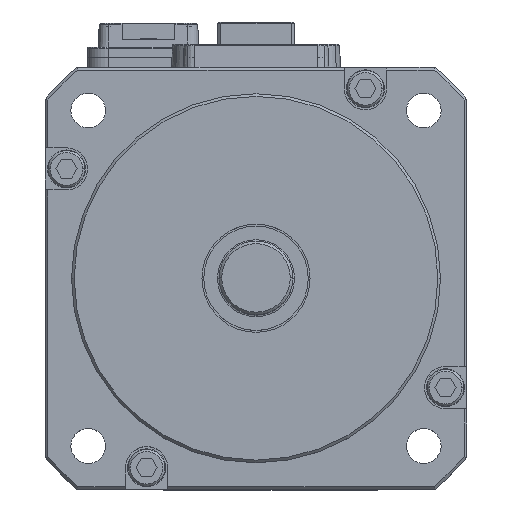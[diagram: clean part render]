
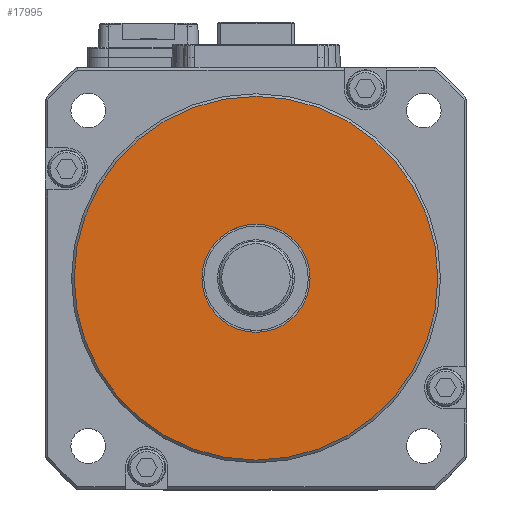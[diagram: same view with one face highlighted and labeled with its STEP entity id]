
A CAD part, top view. The second image highlights one B-rep face of the part: STEP entity #17995.
In plain terms, the highlighted planar face has unit normal (0, 0, 1).
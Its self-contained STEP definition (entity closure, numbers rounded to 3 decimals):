
#1479 = ORIENTED_EDGE ( 'NONE', *, *, #36219, .F. ) ;
#1516 = ORIENTED_EDGE ( 'NONE', *, *, #36335, .T. ) ;
#1575 = ORIENTED_EDGE ( 'NONE', *, *, #36420, .F. ) ;
#1591 = ORIENTED_EDGE ( 'NONE', *, *, #36463, .T. ) ;
#14554 = DIRECTION ( 'NONE',  ( 1., 0., 0. ) ) ;
#14572 = DIRECTION ( 'NONE',  ( 0., 0., 1. ) ) ;
#14606 = CARTESIAN_POINT ( 'NONE',  ( 0., 0., 41.5 ) ) ;
#15185 = DIRECTION ( 'NONE',  ( 1., 0., 0. ) ) ;
#15219 = CARTESIAN_POINT ( 'NONE',  ( 0., 0., 41.5 ) ) ;
#15221 = DIRECTION ( 'NONE',  ( 0., 0., 1. ) ) ;
#15683 = CIRCLE ( 'NONE', #15762, 34.5 ) ;
#15762 = AXIS2_PLACEMENT_3D ( 'NONE', #15219, #15221, #15185 ) ;
#15832 = AXIS2_PLACEMENT_3D ( 'NONE', #16801, #16793, #16820 ) ;
#15872 = CIRCLE ( 'NONE', #15832, 10.25 ) ;
#15916 = AXIS2_PLACEMENT_3D ( 'NONE', #16966, #16968, #16975 ) ;
#15950 = CIRCLE ( 'NONE', #15916, 34.5 ) ;
#16793 = DIRECTION ( 'NONE',  ( 0., 0., 1. ) ) ;
#16801 = CARTESIAN_POINT ( 'NONE',  ( 0., 0., 41.5 ) ) ;
#16820 = DIRECTION ( 'NONE',  ( 1., 0., 0. ) ) ;
#16966 = CARTESIAN_POINT ( 'NONE',  ( 0., 0., 41.5 ) ) ;
#16968 = DIRECTION ( 'NONE',  ( 0., 0., 1. ) ) ;
#16975 = DIRECTION ( 'NONE',  ( 1., 0., 0. ) ) ;
#17995 = ADVANCED_FACE ( 'NONE', ( #32106, #32154 ), #32194, .T. ) ;
#22887 = CIRCLE ( 'NONE', #23021, 10.25 ) ;
#23021 = AXIS2_PLACEMENT_3D ( 'NONE', #14606, #14572, #14554 ) ;
#32106 = FACE_OUTER_BOUND ( 'NONE', #44687, .T. ) ;
#32154 = FACE_BOUND ( 'NONE', #44690, .T. ) ;
#32165 = DIRECTION ( 'NONE',  ( 0., 0., 1. ) ) ;
#32194 = PLANE ( 'NONE',  #69559 ) ;
#32246 = DIRECTION ( 'NONE',  ( 1., 0., 0. ) ) ;
#32248 = CARTESIAN_POINT ( 'NONE',  ( 0., 0., 41.5 ) ) ;
#36219 = EDGE_CURVE ( 'NONE', #65679, #65497, #22887, .T. ) ;
#36335 = EDGE_CURVE ( 'NONE', #65555, #65640, #15683, .T. ) ;
#36420 = EDGE_CURVE ( 'NONE', #65497, #65679, #15872, .T. ) ;
#36463 = EDGE_CURVE ( 'NONE', #65640, #65555, #15950, .T. ) ;
#42130 = CARTESIAN_POINT ( 'NONE',  ( 34.5, 0., 41.5 ) ) ;
#42142 = CARTESIAN_POINT ( 'NONE',  ( 10.25, 0., 41.5 ) ) ;
#42199 = CARTESIAN_POINT ( 'NONE',  ( -34.5, 0., 41.5 ) ) ;
#42239 = CARTESIAN_POINT ( 'NONE',  ( -10.25, 0., 41.5 ) ) ;
#44687 = EDGE_LOOP ( 'NONE', ( #1591, #1516 ) ) ;
#44690 = EDGE_LOOP ( 'NONE', ( #1479, #1575 ) ) ;
#65497 = VERTEX_POINT ( 'NONE', #42142 ) ;
#65555 = VERTEX_POINT ( 'NONE', #42130 ) ;
#65640 = VERTEX_POINT ( 'NONE', #42199 ) ;
#65679 = VERTEX_POINT ( 'NONE', #42239 ) ;
#69559 = AXIS2_PLACEMENT_3D ( 'NONE', #32248, #32165, #32246 ) ;
